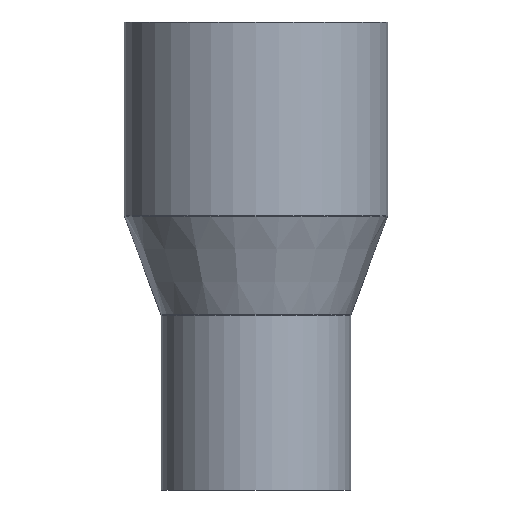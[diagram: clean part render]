
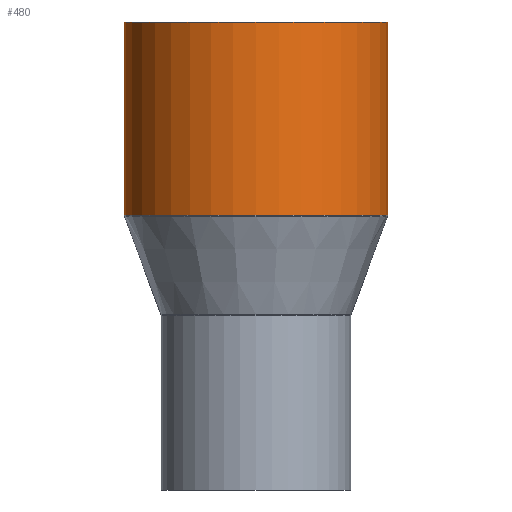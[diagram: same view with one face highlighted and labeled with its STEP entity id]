
A CAD part, front view. The second image highlights one B-rep face of the part: STEP entity #480.
In plain terms, the highlighted cylindrical face has radius 62.5 mm (diameter 125 mm), a partial arc.
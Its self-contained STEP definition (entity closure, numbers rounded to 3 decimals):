
#76 = DIRECTION ( 'NONE',  ( -1., 0., 0. ) ) ;
#77 = VERTEX_POINT ( 'NONE', #97 ) ;
#78 = EDGE_CURVE ( 'NONE', #397, #601, #566, .T. ) ;
#80 = CIRCLE ( 'NONE', #289, 62.5 ) ;
#85 = CARTESIAN_POINT ( 'NONE',  ( -62.5, 0., -16.533 ) ) ;
#97 = CARTESIAN_POINT ( 'NONE',  ( 62.5, 0., 21.175 ) ) ;
#105 = CARTESIAN_POINT ( 'NONE',  ( 0., 0., 112.814 ) ) ;
#119 = LINE ( 'NONE', #631, #417 ) ;
#120 = VECTOR ( 'NONE', #464, 1000. ) ;
#188 = EDGE_CURVE ( 'NONE', #77, #410, #80, .T. ) ;
#211 = DIRECTION ( 'NONE',  ( 0., 0., -1. ) ) ;
#216 = EDGE_CURVE ( 'NONE', #397, #77, #119, .T. ) ;
#289 = AXIS2_PLACEMENT_3D ( 'NONE', #408, #607, #300 ) ;
#300 = DIRECTION ( 'NONE',  ( -1., 0., 0. ) ) ;
#332 = ORIENTED_EDGE ( 'NONE', *, *, #78, .T. ) ;
#339 = FACE_OUTER_BOUND ( 'NONE', #372, .T. ) ;
#345 = LINE ( 'NONE', #85, #120 ) ;
#363 = AXIS2_PLACEMENT_3D ( 'NONE', #105, #508, #470 ) ;
#372 = EDGE_LOOP ( 'NONE', ( #450, #332, #609, #456 ) ) ;
#392 = CARTESIAN_POINT ( 'NONE',  ( -62.5, 0., 21.175 ) ) ;
#397 = VERTEX_POINT ( 'NONE', #444 ) ;
#408 = CARTESIAN_POINT ( 'NONE',  ( 0., 0., 21.175 ) ) ;
#410 = VERTEX_POINT ( 'NONE', #392 ) ;
#417 = VECTOR ( 'NONE', #211, 1000. ) ;
#440 = AXIS2_PLACEMENT_3D ( 'NONE', #493, #538, #76 ) ;
#444 = CARTESIAN_POINT ( 'NONE',  ( 62.5, 0., 112.814 ) ) ;
#450 = ORIENTED_EDGE ( 'NONE', *, *, #216, .F. ) ;
#456 = ORIENTED_EDGE ( 'NONE', *, *, #188, .F. ) ;
#464 = DIRECTION ( 'NONE',  ( 0., 0., -1. ) ) ;
#470 = DIRECTION ( 'NONE',  ( -1., 0., 0. ) ) ;
#480 = ADVANCED_FACE ( 'NONE', ( #339 ), #488, .T. ) ;
#488 = CYLINDRICAL_SURFACE ( 'NONE', #440, 62.5 ) ;
#493 = CARTESIAN_POINT ( 'NONE',  ( 0., 0., -16.533 ) ) ;
#504 = CARTESIAN_POINT ( 'NONE',  ( -62.5, 0., 112.814 ) ) ;
#508 = DIRECTION ( 'NONE',  ( 0., 0., -1. ) ) ;
#538 = DIRECTION ( 'NONE',  ( 0., 0., -1. ) ) ;
#566 = CIRCLE ( 'NONE', #363, 62.5 ) ;
#601 = VERTEX_POINT ( 'NONE', #504 ) ;
#607 = DIRECTION ( 'NONE',  ( 0., 0., -1. ) ) ;
#609 = ORIENTED_EDGE ( 'NONE', *, *, #616, .T. ) ;
#616 = EDGE_CURVE ( 'NONE', #601, #410, #345, .T. ) ;
#631 = CARTESIAN_POINT ( 'NONE',  ( 62.5, 0., -16.533 ) ) ;
